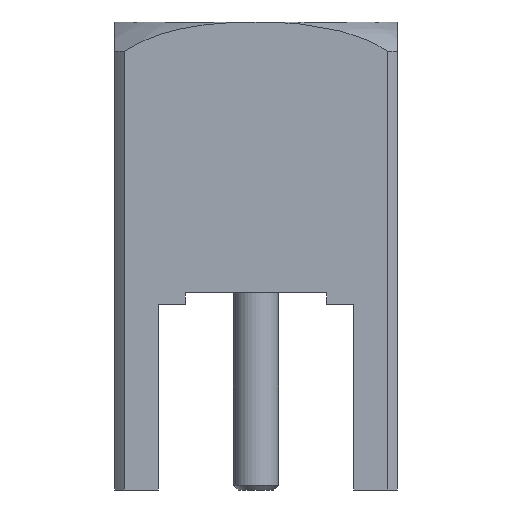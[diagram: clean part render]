
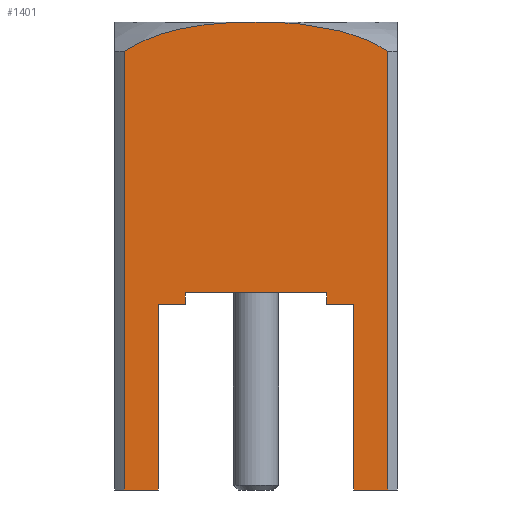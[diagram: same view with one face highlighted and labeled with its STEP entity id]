
A CAD part, left-side view. The second image highlights one B-rep face of the part: STEP entity #1401.
In plain terms, the highlighted planar face has unit normal (-1, 0, 0).
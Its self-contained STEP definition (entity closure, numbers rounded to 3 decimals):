
#49=B_SPLINE_CURVE_WITH_KNOTS('',3,(#1971,#1972,#1973,#1974,#1975,#1976,
#1977),.UNSPECIFIED.,.F.,.F.,(4,1,1,1,4),(0.017,0.019,
0.02,0.022,0.023),.UNSPECIFIED.);
#59=LINE('',#1861,#147);
#69=LINE('',#1890,#157);
#83=LINE('',#1920,#171);
#94=LINE('',#1951,#182);
#103=LINE('',#1969,#191);
#104=LINE('',#1979,#192);
#105=LINE('',#1980,#193);
#106=LINE('',#1981,#194);
#107=LINE('',#1983,#195);
#108=LINE('',#1985,#196);
#109=LINE('',#1986,#197);
#147=VECTOR('',#1567,1000.);
#157=VECTOR('',#1589,1000.);
#171=VECTOR('',#1607,1000.);
#182=VECTOR('',#1624,1000.);
#191=VECTOR('',#1637,1000.);
#192=VECTOR('',#1638,1000.);
#193=VECTOR('',#1639,1000.);
#194=VECTOR('',#1640,1000.);
#195=VECTOR('',#1641,1000.);
#196=VECTOR('',#1642,1000.);
#197=VECTOR('',#1643,1000.);
#289=ORIENTED_EDGE('',*,*,#559,.F.);
#290=ORIENTED_EDGE('',*,*,#560,.F.);
#291=ORIENTED_EDGE('',*,*,#561,.F.);
#292=ORIENTED_EDGE('',*,*,#510,.F.);
#293=ORIENTED_EDGE('',*,*,#562,.T.);
#294=ORIENTED_EDGE('',*,*,#537,.F.);
#295=ORIENTED_EDGE('',*,*,#563,.F.);
#296=ORIENTED_EDGE('',*,*,#564,.T.);
#297=ORIENTED_EDGE('',*,*,#565,.T.);
#298=ORIENTED_EDGE('',*,*,#550,.F.);
#299=ORIENTED_EDGE('',*,*,#566,.F.);
#300=ORIENTED_EDGE('',*,*,#523,.T.);
#510=EDGE_CURVE('',#647,#644,#59,.T.);
#523=EDGE_CURVE('',#661,#660,#69,.T.);
#537=EDGE_CURVE('',#674,#670,#83,.T.);
#550=EDGE_CURVE('',#684,#685,#94,.T.);
#559=EDGE_CURVE('',#692,#660,#103,.F.);
#560=EDGE_CURVE('',#693,#692,#49,.T.);
#561=EDGE_CURVE('',#644,#693,#104,.T.);
#562=EDGE_CURVE('',#647,#670,#105,.T.);
#563=EDGE_CURVE('',#694,#674,#106,.T.);
#564=EDGE_CURVE('',#694,#695,#107,.T.);
#565=EDGE_CURVE('',#695,#685,#108,.T.);
#566=EDGE_CURVE('',#661,#684,#109,.T.);
#644=VERTEX_POINT('',#1854);
#647=VERTEX_POINT('',#1860);
#660=VERTEX_POINT('',#1889);
#661=VERTEX_POINT('',#1891);
#670=VERTEX_POINT('',#1911);
#674=VERTEX_POINT('',#1919);
#684=VERTEX_POINT('',#1950);
#685=VERTEX_POINT('',#1952);
#692=VERTEX_POINT('',#1970);
#693=VERTEX_POINT('',#1978);
#694=VERTEX_POINT('',#1982);
#695=VERTEX_POINT('',#1984);
#783=EDGE_LOOP('',(#289,#290,#291,#292,#293,#294,#295,#296,#297,#298,#299,
#300));
#861=FACE_BOUND('',#783,.T.);
#938=PLANE('',#1471);
#1401=ADVANCED_FACE('',(#861),#938,.T.);
#1471=AXIS2_PLACEMENT_3D('',#1968,#1635,#1636);
#1567=DIRECTION('',(0.,1.,0.));
#1589=DIRECTION('',(0.,-1.,0.));
#1607=DIRECTION('',(0.,1.,0.));
#1624=DIRECTION('',(0.,1.,0.));
#1635=DIRECTION('',(-1.,0.,0.));
#1636=DIRECTION('',(0.,0.,1.));
#1637=DIRECTION('',(0.,0.,1.));
#1638=DIRECTION('',(0.,0.,1.));
#1639=DIRECTION('',(0.,0.,1.));
#1640=DIRECTION('',(0.,0.,-1.));
#1641=DIRECTION('',(0.,-1.,0.));
#1642=DIRECTION('',(0.,0.,-1.));
#1643=DIRECTION('',(0.,0.,1.));
#1854=CARTESIAN_POINT('',(-3.,2.795,-6.94));
#1860=CARTESIAN_POINT('',(-3.,2.08,-6.94));
#1861=CARTESIAN_POINT('',(-3.,2.08,-6.94));
#1889=CARTESIAN_POINT('',(-3.,-2.795,-6.94));
#1890=CARTESIAN_POINT('',(-3.,-2.08,-6.94));
#1891=CARTESIAN_POINT('',(-3.,-2.08,-6.94));
#1911=CARTESIAN_POINT('',(-3.,2.08,-3.));
#1919=CARTESIAN_POINT('',(-3.,1.5,-3.));
#1920=CARTESIAN_POINT('',(-3.,-3.,-3.));
#1950=CARTESIAN_POINT('',(-3.,-2.08,-3.));
#1951=CARTESIAN_POINT('',(-3.,-3.,-3.));
#1952=CARTESIAN_POINT('',(-3.,-1.5,-3.));
#1968=CARTESIAN_POINT('',(-3.,-3.,-3.));
#1969=CARTESIAN_POINT('',(-3.,-2.795,-7.));
#1970=CARTESIAN_POINT('',(-3.,-2.795,2.379));
#1971=CARTESIAN_POINT('',(-3.,2.795,2.379));
#1972=CARTESIAN_POINT('',(-3.,2.39,2.646));
#1973=CARTESIAN_POINT('',(-3.,1.455,2.95));
#1974=CARTESIAN_POINT('',(-3.,0.006,3.022));
#1975=CARTESIAN_POINT('',(-3.,-1.445,2.952));
#1976=CARTESIAN_POINT('',(-3.,-2.388,2.647));
#1977=CARTESIAN_POINT('',(-3.,-2.795,2.379));
#1978=CARTESIAN_POINT('',(-3.,2.795,2.379));
#1979=CARTESIAN_POINT('',(-3.,2.795,-7.));
#1980=CARTESIAN_POINT('',(-3.,2.08,-6.94));
#1981=CARTESIAN_POINT('',(-3.,1.5,-2.75));
#1982=CARTESIAN_POINT('',(-3.,1.5,-2.75));
#1983=CARTESIAN_POINT('',(-3.,1.5,-2.75));
#1984=CARTESIAN_POINT('',(-3.,-1.5,-2.75));
#1985=CARTESIAN_POINT('',(-3.,-1.5,-2.75));
#1986=CARTESIAN_POINT('',(-3.,-2.08,-6.94));
